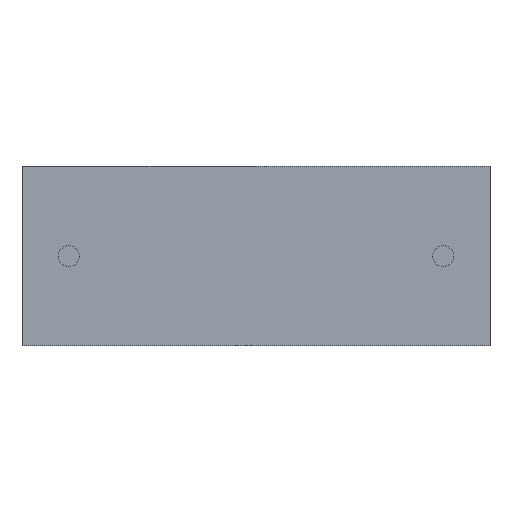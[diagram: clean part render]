
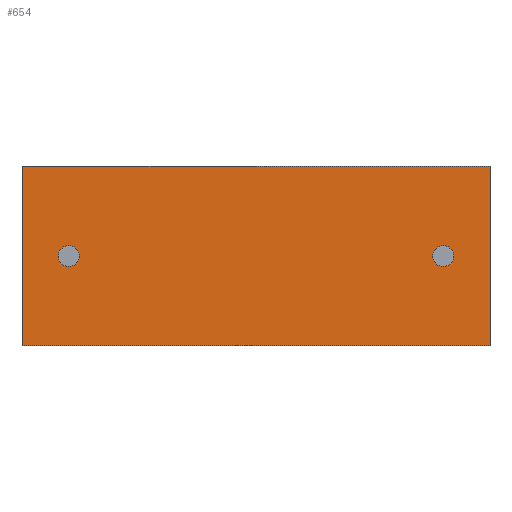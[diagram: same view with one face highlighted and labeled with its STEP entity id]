
A CAD part, front view. The second image highlights one B-rep face of the part: STEP entity #654.
In plain terms, the highlighted planar face has unit normal (0, -1, 0).
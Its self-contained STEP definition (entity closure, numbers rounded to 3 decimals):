
#13 = CARTESIAN_POINT ( 'NONE',  ( 19., 0., 7.3 ) ) ;
#40 = ORIENTED_EDGE ( 'NONE', *, *, #548, .T. ) ;
#68 = EDGE_CURVE ( 'NONE', #1393, #1513, #1416, .T. ) ;
#81 = EDGE_CURVE ( 'NONE', #1393, #697, #1619, .T. ) ;
#222 = EDGE_LOOP ( 'NONE', ( #40, #426 ) ) ;
#232 = CIRCLE ( 'NONE', #1336, 0.425 ) ;
#256 = CARTESIAN_POINT ( 'NONE',  ( 17.1, 0., 3.65 ) ) ;
#306 = DIRECTION ( 'NONE',  ( 0., 0., -1. ) ) ;
#330 = DIRECTION ( 'NONE',  ( 0., 1., 0. ) ) ;
#381 = ORIENTED_EDGE ( 'NONE', *, *, #68, .F. ) ;
#408 = CARTESIAN_POINT ( 'NONE',  ( 19., 0., 7.3 ) ) ;
#426 = ORIENTED_EDGE ( 'NONE', *, *, #1002, .T. ) ;
#510 = DIRECTION ( 'NONE',  ( 0., -1., 0. ) ) ;
#514 = CARTESIAN_POINT ( 'NONE',  ( 0., 0., 7.3 ) ) ;
#525 = DIRECTION ( 'NONE',  ( 0., 0., 1. ) ) ;
#533 = AXIS2_PLACEMENT_3D ( 'NONE', #2258, #510, #2447 ) ;
#539 = CARTESIAN_POINT ( 'NONE',  ( 0., 0., 0. ) ) ;
#548 = EDGE_CURVE ( 'NONE', #2164, #2306, #232, .T. ) ;
#567 = DIRECTION ( 'NONE',  ( 0., 0., 1. ) ) ;
#583 = DIRECTION ( 'NONE',  ( 0., -1., 0. ) ) ;
#654 = ADVANCED_FACE ( 'NONE', ( #994, #2317, #1357 ), #1426, .F. ) ;
#697 = VERTEX_POINT ( 'NONE', #539 ) ;
#739 = VERTEX_POINT ( 'NONE', #2253 ) ;
#871 = DIRECTION ( 'NONE',  ( 1., 0., 0. ) ) ;
#908 = AXIS2_PLACEMENT_3D ( 'NONE', #1005, #977, #1774 ) ;
#931 = ORIENTED_EDGE ( 'NONE', *, *, #1470, .F. ) ;
#972 = VECTOR ( 'NONE', #871, 1000. ) ;
#977 = DIRECTION ( 'NONE',  ( 0., 1., 0. ) ) ;
#994 = FACE_BOUND ( 'NONE', #222, .T. ) ;
#1002 = EDGE_CURVE ( 'NONE', #2306, #2164, #1587, .T. ) ;
#1005 = CARTESIAN_POINT ( 'NONE',  ( 17.1, 0., 3.65 ) ) ;
#1088 = LINE ( 'NONE', #13, #1737 ) ;
#1131 = AXIS2_PLACEMENT_3D ( 'NONE', #1621, #583, #567 ) ;
#1191 = EDGE_LOOP ( 'NONE', ( #2367, #2136 ) ) ;
#1230 = LINE ( 'NONE', #1499, #1502 ) ;
#1270 = CIRCLE ( 'NONE', #1131, 0.425 ) ;
#1277 = EDGE_CURVE ( 'NONE', #1664, #1407, #1270, .T. ) ;
#1316 = CARTESIAN_POINT ( 'NONE',  ( 1.9, 0., 3.225 ) ) ;
#1336 = AXIS2_PLACEMENT_3D ( 'NONE', #256, #1365, #1381 ) ;
#1357 = FACE_BOUND ( 'NONE', #1191, .T. ) ;
#1358 = DIRECTION ( 'NONE',  ( 1., 0., 0. ) ) ;
#1365 = DIRECTION ( 'NONE',  ( 0., 1., 0. ) ) ;
#1381 = DIRECTION ( 'NONE',  ( 0., 0., -1. ) ) ;
#1390 = EDGE_CURVE ( 'NONE', #697, #739, #1230, .T. ) ;
#1393 = VERTEX_POINT ( 'NONE', #1491 ) ;
#1407 = VERTEX_POINT ( 'NONE', #1316 ) ;
#1416 = LINE ( 'NONE', #1452, #972 ) ;
#1426 = PLANE ( 'NONE',  #1769 ) ;
#1452 = CARTESIAN_POINT ( 'NONE',  ( 0., 0., 7.3 ) ) ;
#1470 = EDGE_CURVE ( 'NONE', #1513, #739, #1088, .T. ) ;
#1491 = CARTESIAN_POINT ( 'NONE',  ( 0., 0., 7.3 ) ) ;
#1494 = CIRCLE ( 'NONE', #533, 0.425 ) ;
#1499 = CARTESIAN_POINT ( 'NONE',  ( 0., 0., 0. ) ) ;
#1502 = VECTOR ( 'NONE', #1358, 1000. ) ;
#1513 = VERTEX_POINT ( 'NONE', #408 ) ;
#1527 = CARTESIAN_POINT ( 'NONE',  ( 17.1, 0., 3.225 ) ) ;
#1587 = CIRCLE ( 'NONE', #908, 0.425 ) ;
#1619 = LINE ( 'NONE', #1832, #1708 ) ;
#1621 = CARTESIAN_POINT ( 'NONE',  ( 1.9, 0., 3.65 ) ) ;
#1659 = ORIENTED_EDGE ( 'NONE', *, *, #1390, .T. ) ;
#1664 = VERTEX_POINT ( 'NONE', #2178 ) ;
#1708 = VECTOR ( 'NONE', #306, 1000. ) ;
#1737 = VECTOR ( 'NONE', #2316, 1000. ) ;
#1769 = AXIS2_PLACEMENT_3D ( 'NONE', #514, #330, #525 ) ;
#1774 = DIRECTION ( 'NONE',  ( 0., 0., -1. ) ) ;
#1832 = CARTESIAN_POINT ( 'NONE',  ( 0., 0., 7.3 ) ) ;
#1905 = ORIENTED_EDGE ( 'NONE', *, *, #81, .T. ) ;
#2136 = ORIENTED_EDGE ( 'NONE', *, *, #2212, .F. ) ;
#2164 = VERTEX_POINT ( 'NONE', #2468 ) ;
#2178 = CARTESIAN_POINT ( 'NONE',  ( 1.9, 0., 4.075 ) ) ;
#2212 = EDGE_CURVE ( 'NONE', #1407, #1664, #1494, .T. ) ;
#2253 = CARTESIAN_POINT ( 'NONE',  ( 19., 0., 0. ) ) ;
#2258 = CARTESIAN_POINT ( 'NONE',  ( 1.9, 0., 3.65 ) ) ;
#2306 = VERTEX_POINT ( 'NONE', #1527 ) ;
#2316 = DIRECTION ( 'NONE',  ( 0., 0., -1. ) ) ;
#2317 = FACE_OUTER_BOUND ( 'NONE', #2334, .T. ) ;
#2334 = EDGE_LOOP ( 'NONE', ( #1659, #931, #381, #1905 ) ) ;
#2367 = ORIENTED_EDGE ( 'NONE', *, *, #1277, .F. ) ;
#2447 = DIRECTION ( 'NONE',  ( 0., 0., 1. ) ) ;
#2468 = CARTESIAN_POINT ( 'NONE',  ( 17.1, 0., 4.075 ) ) ;
